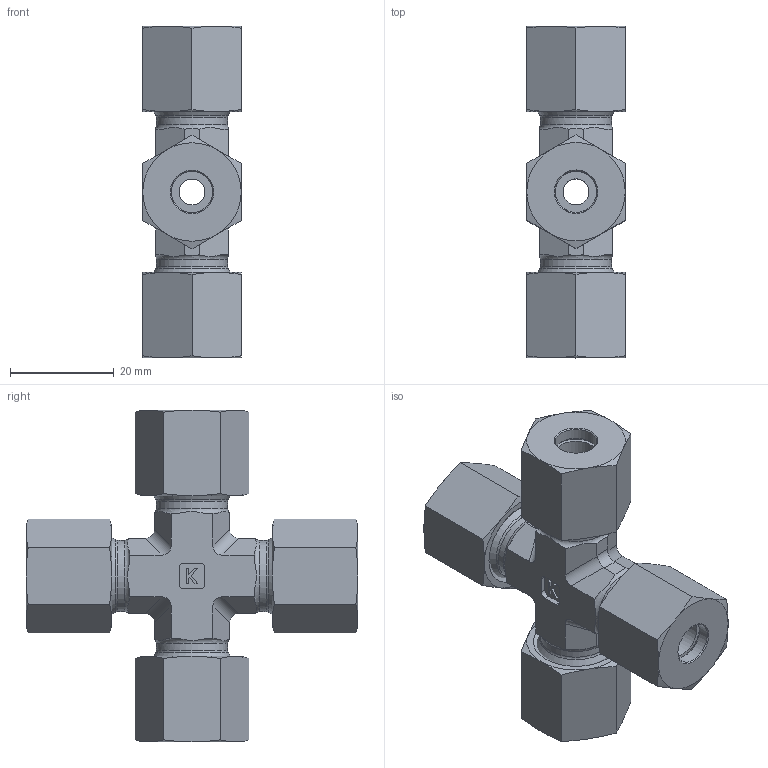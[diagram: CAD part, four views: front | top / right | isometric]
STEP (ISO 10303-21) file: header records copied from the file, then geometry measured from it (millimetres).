
FILE_DESCRIPTION((''),'2;1');
FILE_NAME('4980816.stp','2014-10-14T10:20:36',(''),('KNOMI spol. s r. o.'),'Autodesk Inventor 2012','Autodesk Inventor 2012','');
FILE_SCHEMA(('AUTOMOTIVE_DESIGN { 1 2 10303 214 0 1 1 1 }'));
Length unit declared in the file: millimetre
Products named in the file (4): KS3K  8S  4xM16; 4930816; 3980816; 40108
Assembly tree (9 placements, depth 2):
  KS3K  8S  4xM16
    4930816
    3980816  x4
    40108  x4
Bounding box: 19 x 64 x 64 mm (x, y, z)
Volume: 24927.4 mm3; surface area: 17176.1 mm2
Topology: 9 solids, 9 shells, 260 faces, 624 edges, 386 vertices
Faces by surface type: plane 108, cone 88, cylinder 52, torus 12
Full cylindrical faces by diameter (mm): 5 x4, 8 x12, 10 x4, 12 x4, 13.7 x4, 14.376 x4, 16 x4
Entity records: 4812 total; most frequent: CARTESIAN_POINT 1068, DIRECTION 738, ORIENTED_EDGE 660, EDGE_CURVE 330, AXIS2_PLACEMENT_3D 296, VERTEX_POINT 234, EDGE_LOOP 218, STYLED_ITEM 158
